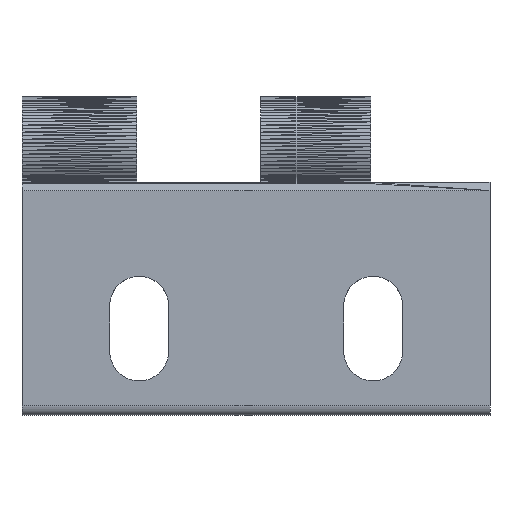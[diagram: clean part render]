
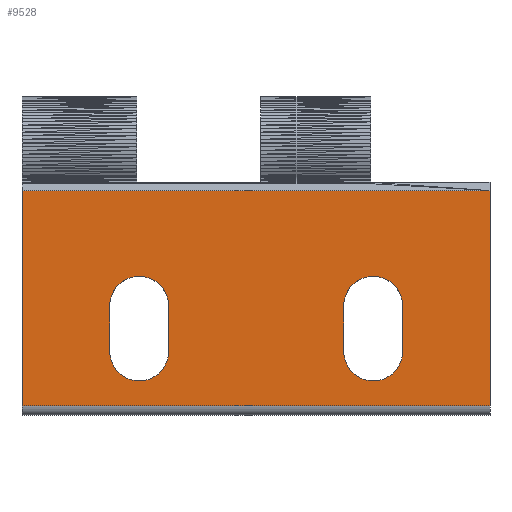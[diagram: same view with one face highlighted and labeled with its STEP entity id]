
A CAD part, top view. The second image highlights one B-rep face of the part: STEP entity #9528.
In plain terms, the highlighted planar face has unit normal (0, 0, 1).
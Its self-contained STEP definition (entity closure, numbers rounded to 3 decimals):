
#16=FACE_BOUND('',#1418,.T.);
#17=FACE_BOUND('',#1419,.T.);
#26=PLANE('',#10231);
#719=FACE_OUTER_BOUND('',#1417,.T.);
#1417=EDGE_LOOP('',(#6959,#6960,#6961,#6962));
#1418=EDGE_LOOP('',(#6963,#6964,#6965,#6966));
#1419=EDGE_LOOP('',(#6967,#6968,#6969,#6970));
#2152=LINE('',#13770,#3491);
#2153=LINE('',#13774,#3492);
#2154=LINE('',#13778,#3493);
#2248=LINE('',#13965,#3587);
#2249=LINE('',#13970,#3588);
#2250=LINE('',#13973,#3589);
#2251=LINE('',#13976,#3590);
#2252=LINE('',#13980,#3591);
#3491=VECTOR('',#10979,10.);
#3492=VECTOR('',#10984,10.);
#3493=VECTOR('',#10989,10.);
#3587=VECTOR('',#11085,10.);
#3588=VECTOR('',#11088,10.);
#3589=VECTOR('',#11091,10.);
#3590=VECTOR('',#11092,10.);
#3591=VECTOR('',#11095,10.);
#4798=CIRCLE('',#10232,3.15);
#4799=CIRCLE('',#10233,3.15);
#4800=CIRCLE('',#10234,3.15);
#4801=CIRCLE('',#10235,3.15);
#4842=VERTEX_POINT('',#13767);
#4843=VERTEX_POINT('',#13769);
#4844=VERTEX_POINT('',#13773);
#4845=VERTEX_POINT('',#13777);
#4938=VERTEX_POINT('',#13966);
#4939=VERTEX_POINT('',#13967);
#4940=VERTEX_POINT('',#13969);
#4941=VERTEX_POINT('',#13971);
#4942=VERTEX_POINT('',#13974);
#4943=VERTEX_POINT('',#13975);
#4944=VERTEX_POINT('',#13977);
#4945=VERTEX_POINT('',#13979);
#5502=EDGE_CURVE('',#4842,#4843,#2152,.T.);
#5504=EDGE_CURVE('',#4843,#4844,#2153,.T.);
#5506=EDGE_CURVE('',#4845,#4844,#2154,.T.);
#5600=EDGE_CURVE('',#4845,#4842,#2248,.T.);
#5601=EDGE_CURVE('',#4938,#4939,#4798,.T.);
#5602=EDGE_CURVE('',#4939,#4940,#2249,.T.);
#5603=EDGE_CURVE('',#4940,#4941,#4799,.T.);
#5604=EDGE_CURVE('',#4941,#4938,#2250,.T.);
#5605=EDGE_CURVE('',#4942,#4943,#2251,.T.);
#5606=EDGE_CURVE('',#4943,#4944,#4800,.T.);
#5607=EDGE_CURVE('',#4944,#4945,#2252,.T.);
#5608=EDGE_CURVE('',#4945,#4942,#4801,.T.);
#6959=ORIENTED_EDGE('',*,*,#5504,.F.);
#6960=ORIENTED_EDGE('',*,*,#5502,.F.);
#6961=ORIENTED_EDGE('',*,*,#5600,.F.);
#6962=ORIENTED_EDGE('',*,*,#5506,.T.);
#6963=ORIENTED_EDGE('',*,*,#5601,.T.);
#6964=ORIENTED_EDGE('',*,*,#5602,.T.);
#6965=ORIENTED_EDGE('',*,*,#5603,.T.);
#6966=ORIENTED_EDGE('',*,*,#5604,.T.);
#6967=ORIENTED_EDGE('',*,*,#5605,.T.);
#6968=ORIENTED_EDGE('',*,*,#5606,.T.);
#6969=ORIENTED_EDGE('',*,*,#5607,.T.);
#6970=ORIENTED_EDGE('',*,*,#5608,.T.);
#9528=ADVANCED_FACE('',(#719,#16,#17),#26,.T.);
#10231=AXIS2_PLACEMENT_3D('',#13964,#11083,#11084);
#10232=AXIS2_PLACEMENT_3D('',#13968,#11086,#11087);
#10233=AXIS2_PLACEMENT_3D('',#13972,#11089,#11090);
#10234=AXIS2_PLACEMENT_3D('',#13978,#11093,#11094);
#10235=AXIS2_PLACEMENT_3D('',#13981,#11096,#11097);
#10979=DIRECTION('',(0.,-1.,0.));
#10984=DIRECTION('',(-1.,0.,0.));
#10989=DIRECTION('',(0.,-1.,0.));
#11083=DIRECTION('center_axis',(0.,0.,
1.));
#11084=DIRECTION('ref_axis',(-1.,0.,0.));
#11085=DIRECTION('',(1.,0.,0.));
#11086=DIRECTION('center_axis',(0.,0.,
-1.));
#11087=DIRECTION('ref_axis',(1.,0.,0.));
#11088=DIRECTION('',(0.,1.,0.));
#11089=DIRECTION('center_axis',(0.,0.,
-1.));
#11090=DIRECTION('ref_axis',(-1.,0.,0.));
#11091=DIRECTION('',(0.,-1.,0.));
#11092=DIRECTION('',(0.,-1.,0.));
#11093=DIRECTION('center_axis',(0.,0.,
-1.));
#11094=DIRECTION('ref_axis',(1.,0.,0.));
#11095=DIRECTION('',(0.,1.,0.));
#11096=DIRECTION('center_axis',(0.,0.,
-1.));
#11097=DIRECTION('ref_axis',(-1.,0.,0.));
#13767=CARTESIAN_POINT('',(116.293,489.599,-548.309));
#13769=CARTESIAN_POINT('',(116.293,466.599,-548.309));
#13770=CARTESIAN_POINT('',(116.293,489.599,-548.309));
#13773=CARTESIAN_POINT('',(66.293,466.599,-548.309));
#13774=CARTESIAN_POINT('',(109.728,466.599,-548.309));
#13777=CARTESIAN_POINT('',(66.293,489.599,-548.309));
#13778=CARTESIAN_POINT('',(66.293,489.599,-548.309));
#13964=CARTESIAN_POINT('Origin',(103.162,477.623,-548.309));
#13965=CARTESIAN_POINT('',(66.293,489.599,-548.309));
#13966=CARTESIAN_POINT('',(81.961,472.412,-548.309));
#13967=CARTESIAN_POINT('',(75.661,472.412,-548.309));
#13968=CARTESIAN_POINT('Origin',(78.811,472.412,-548.309));
#13969=CARTESIAN_POINT('',(75.661,477.295,-548.309));
#13970=CARTESIAN_POINT('',(75.661,477.459,-548.309));
#13971=CARTESIAN_POINT('',(81.961,477.295,-548.309));
#13972=CARTESIAN_POINT('Origin',(78.811,477.295,-548.309));
#13973=CARTESIAN_POINT('',(81.961,475.017,-548.309));
#13974=CARTESIAN_POINT('',(106.961,477.295,-548.309));
#13975=CARTESIAN_POINT('',(106.961,472.412,-548.309));
#13976=CARTESIAN_POINT('',(106.961,475.017,-548.309));
#13977=CARTESIAN_POINT('',(100.661,472.412,-548.309));
#13978=CARTESIAN_POINT('Origin',(103.811,472.412,-548.309));
#13979=CARTESIAN_POINT('',(100.661,477.295,-548.309));
#13980=CARTESIAN_POINT('',(100.661,477.459,-548.309));
#13981=CARTESIAN_POINT('Origin',(103.811,477.295,-548.309));
